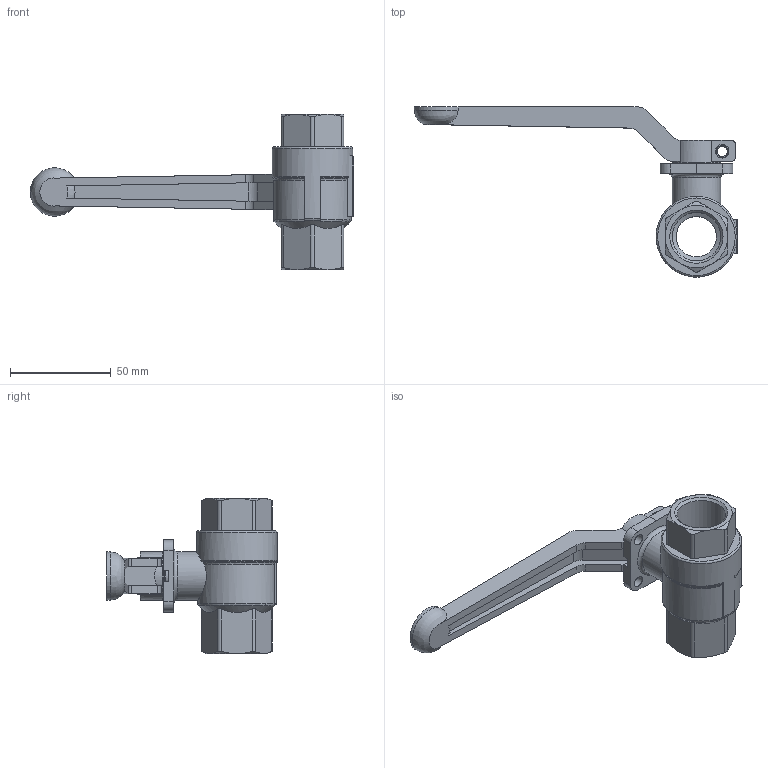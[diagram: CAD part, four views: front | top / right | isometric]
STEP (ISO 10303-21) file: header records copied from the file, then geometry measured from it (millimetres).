
FILE_DESCRIPTION(('FreeCAD Model'),'2;1');
FILE_NAME('/ballDN20.step','2018-07-27T23:45:32',('Author') ,(''),'Open CASCADE STEP processor 7.2','FreeCAD','Unknown');
FILE_SCHEMA(('AUTOMOTIVE_DESIGN { 1 0 10303 214 1 1 1 1 }'));
Length unit declared in the file: millimetre
Products named in the file (1): Fusion
Bounding box: 160.38 x 84.4 x 77 mm (x, y, z)
Volume: 82860.6 mm3; surface area: 30275.4 mm2
Topology: 2 solids, 2 shells, 199 faces, 534 edges, 343 vertices
Faces by surface type: plane 93, cylinder 57, cone 31, torus 16, bspline 2
Full cylindrical faces by diameter (mm): 4.917 x1, 5.5 x4, 6.7 x1, 12 x1, 20 x1, 24 x1, 24.117 x2, 38.5 x1, 40 x1
Entity records: 22725 total; most frequent: CARTESIAN_POINT 11285, DIRECTION 1673, ORIENTED_EDGE 1068, PCURVE 1068, DEFINITIONAL_REPRESENTATION 1068, LINE 925, VECTOR 925, EDGE_CURVE 534
